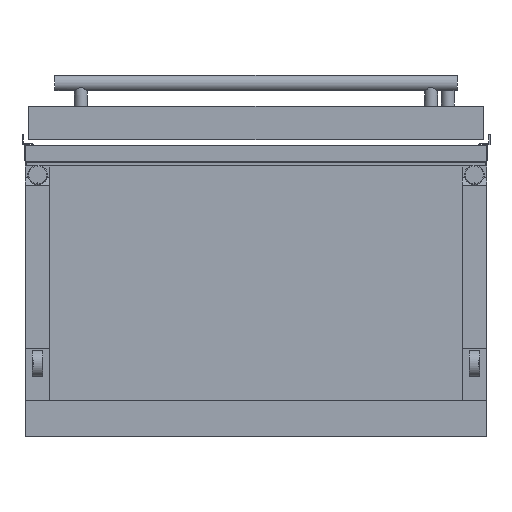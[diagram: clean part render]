
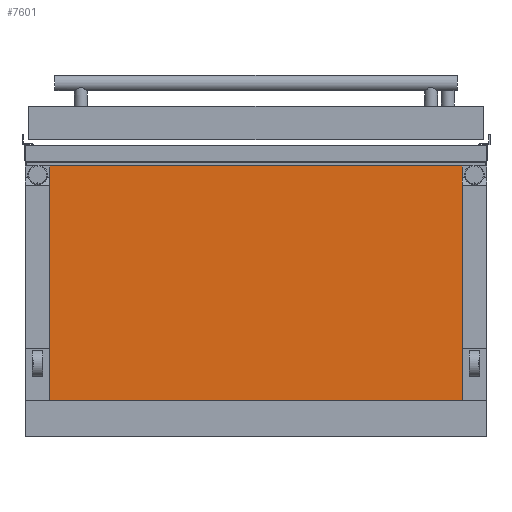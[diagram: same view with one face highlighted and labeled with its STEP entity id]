
A CAD part, front view. The second image highlights one B-rep face of the part: STEP entity #7601.
In plain terms, the highlighted planar face has unit normal (0, -1, 0).
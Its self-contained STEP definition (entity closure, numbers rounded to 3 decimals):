
#440 = ORIENTED_EDGE ( 'NONE', *, *, #7448, .T. ) ;
#1217 = PLANE ( 'NONE',  #7689 ) ;
#1682 = VERTEX_POINT ( 'NONE', #8254 ) ;
#2061 = DIRECTION ( 'NONE',  ( 0., 1., 0. ) ) ;
#2909 = ORIENTED_EDGE ( 'NONE', *, *, #3176, .F. ) ;
#2933 = VECTOR ( 'NONE', #10358, 1000. ) ;
#3176 = EDGE_CURVE ( 'NONE', #8164, #3487, #4546, .T. ) ;
#3435 = EDGE_CURVE ( 'NONE', #8164, #4693, #6957, .T. ) ;
#3478 = ORIENTED_EDGE ( 'NONE', *, *, #3435, .T. ) ;
#3487 = VERTEX_POINT ( 'NONE', #10934 ) ;
#4489 = DIRECTION ( 'NONE',  ( 0., 0., 1. ) ) ;
#4546 = LINE ( 'NONE', #6976, #2933 ) ;
#4574 = CARTESIAN_POINT ( 'NONE',  ( 396., -990.85, -210.4 ) ) ;
#4663 = EDGE_LOOP ( 'NONE', ( #2909, #3478, #440, #5426 ) ) ;
#4693 = VERTEX_POINT ( 'NONE', #4574 ) ;
#5084 = VECTOR ( 'NONE', #9884, 1000. ) ;
#5426 = ORIENTED_EDGE ( 'NONE', *, *, #8757, .F. ) ;
#5501 = CARTESIAN_POINT ( 'NONE',  ( -396., -990.85, -210.4 ) ) ;
#5577 = VECTOR ( 'NONE', #4489, 1000. ) ;
#6072 = CARTESIAN_POINT ( 'NONE',  ( 396., -990.85, -280. ) ) ;
#6080 = LINE ( 'NONE', #6629, #7409 ) ;
#6629 = CARTESIAN_POINT ( 'NONE',  ( 396., -990.85, 240. ) ) ;
#6957 = LINE ( 'NONE', #9807, #5084 ) ;
#6976 = CARTESIAN_POINT ( 'NONE',  ( -396., -990.85, -280. ) ) ;
#7409 = VECTOR ( 'NONE', #9923, 1000. ) ;
#7448 = EDGE_CURVE ( 'NONE', #4693, #1682, #9993, .T. ) ;
#7601 = ADVANCED_FACE ( 'NONE', ( #8895 ), #1217, .F. ) ;
#7689 = AXIS2_PLACEMENT_3D ( 'NONE', #10660, #2061, #8083 ) ;
#8083 = DIRECTION ( 'NONE',  ( 0., 0., 1. ) ) ;
#8164 = VERTEX_POINT ( 'NONE', #5501 ) ;
#8254 = CARTESIAN_POINT ( 'NONE',  ( 396., -990.85, 240. ) ) ;
#8757 = EDGE_CURVE ( 'NONE', #3487, #1682, #6080, .T. ) ;
#8895 = FACE_OUTER_BOUND ( 'NONE', #4663, .T. ) ;
#9807 = CARTESIAN_POINT ( 'NONE',  ( 443., -990.85, -210.4 ) ) ;
#9884 = DIRECTION ( 'NONE',  ( 1., 0., 0. ) ) ;
#9923 = DIRECTION ( 'NONE',  ( 1., 0., 0. ) ) ;
#9993 = LINE ( 'NONE', #6072, #5577 ) ;
#10358 = DIRECTION ( 'NONE',  ( 0., 0., 1. ) ) ;
#10660 = CARTESIAN_POINT ( 'NONE',  ( 396., -990.85, -280. ) ) ;
#10934 = CARTESIAN_POINT ( 'NONE',  ( -396., -990.85, 240. ) ) ;
